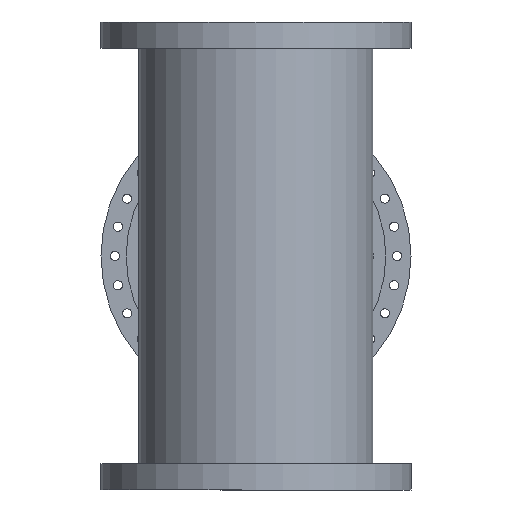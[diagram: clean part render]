
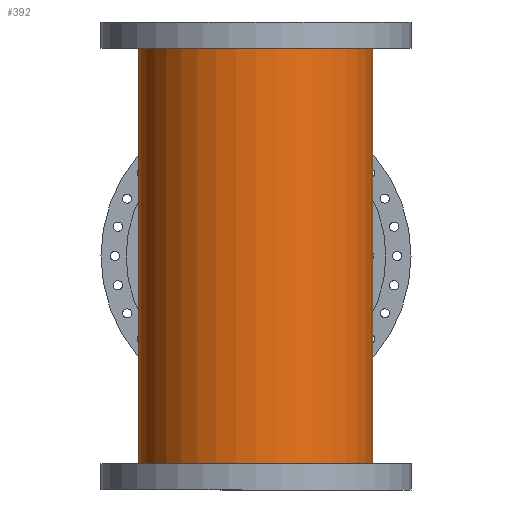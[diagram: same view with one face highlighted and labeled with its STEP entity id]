
A CAD part, front view. The second image highlights one B-rep face of the part: STEP entity #392.
In plain terms, the highlighted cylindrical face has radius 127 mm (diameter 254 mm), a full revolution.
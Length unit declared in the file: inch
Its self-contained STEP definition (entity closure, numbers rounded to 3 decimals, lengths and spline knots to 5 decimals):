
#134=CARTESIAN_POINT('',(5.0,0.0,9.5));
#135=VERTEX_POINT('',#134);
#213=CARTESIAN_POINT('',(-5.0,0.0,9.5));
#214=VERTEX_POINT('',#213);
#222=CARTESIAN_POINT('',(0.0,0.0,9.5));
#223=DIRECTION('',(0.0,-0.707,0.707));
#224=DIRECTION('',(0.0,-0.707,-0.707));
#225=AXIS2_PLACEMENT_3D('',#222,#223,#224);
#226=ELLIPSE('',#225,7.07107,5.);
#227=EDGE_CURVE('',#135,#214,#226,.T.);
#294=CARTESIAN_POINT('',(0.0,0.0,9.5));
#295=DIRECTION('',(0.0,-0.707,-0.707));
#296=DIRECTION('',(0.0,0.707,-0.707));
#297=AXIS2_PLACEMENT_3D('',#294,#295,#296);
#298=ELLIPSE('',#297,7.07107,5.);
#299=EDGE_CURVE('',#214,#135,#298,.T.);
#361=CARTESIAN_POINT('',(0.0,0.0,0.0));
#362=DIRECTION('',(0.0,0.0,1.0));
#363=DIRECTION('',(-1.0,0.0,0.0));
#364=AXIS2_PLACEMENT_3D('',#361,#362,#363);
#365=CYLINDRICAL_SURFACE('',#364,5.0);
#366=CARTESIAN_POINT('',(5.0,0.,19.0));
#367=VERTEX_POINT('',#366);
#368=CARTESIAN_POINT('',(0.0,0.0,19.0));
#369=DIRECTION('',(0.0,0.0,-1.0));
#370=DIRECTION('',(-1.0,0.0,0.0));
#371=AXIS2_PLACEMENT_3D('',#368,#369,#370);
#372=CIRCLE('',#371,5.0);
#373=EDGE_CURVE('',#367,#367,#372,.T.);
#374=ORIENTED_EDGE('',*,*,#373,.T.);
#375=EDGE_LOOP('',(#374));
#376=FACE_OUTER_BOUND('',#375,.T.);
#377=ORIENTED_EDGE('',*,*,#227,.T.);
#378=ORIENTED_EDGE('',*,*,#299,.T.);
#379=EDGE_LOOP('',(#377,#378));
#380=FACE_BOUND('',#379,.T.);
#381=CARTESIAN_POINT('',(5.0,0.,0.0));
#382=VERTEX_POINT('',#381);
#383=CARTESIAN_POINT('',(0.0,0.0,0.0));
#384=DIRECTION('',(0.0,0.0,-1.0));
#385=DIRECTION('',(-1.0,0.0,0.0));
#386=AXIS2_PLACEMENT_3D('',#383,#384,#385);
#387=CIRCLE('',#386,5.0);
#388=EDGE_CURVE('',#382,#382,#387,.T.);
#389=ORIENTED_EDGE('',*,*,#388,.F.);
#390=EDGE_LOOP('',(#389));
#391=FACE_BOUND('',#390,.T.);
#392=ADVANCED_FACE('',(#376,#380,#391),#365,.T.);
